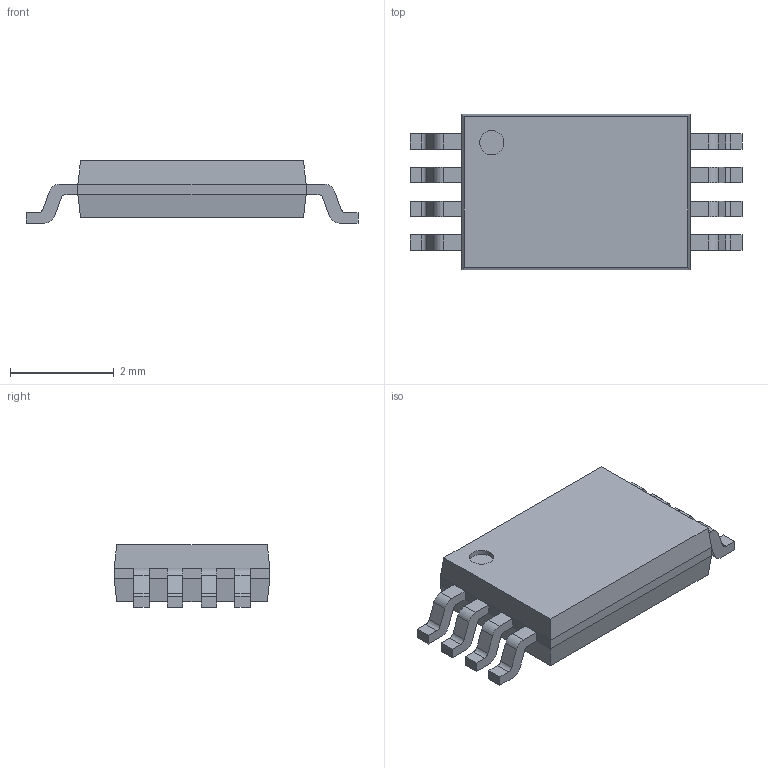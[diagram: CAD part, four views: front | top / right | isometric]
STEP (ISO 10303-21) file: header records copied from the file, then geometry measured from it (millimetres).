
FILE_DESCRIPTION(('FreeCAD Model'),'2;1');
FILE_NAME('8.stp', '2015-12-05T15:06:39',('Author'),(''), 'Open CASCADE STEP processor 6.7','FreeCAD','Unknown');
FILE_SCHEMA(('AUTOMOTIVE_DESIGN_CC2 { 1 2 10303 214 -1 1 5 4 }'));
Length unit declared in the file: millimetre
Products named in the file (4): ASSEMBLY; Array; Array_(Mirror_#1); Pocket
Assembly tree (3 placements, depth 2):
  ASSEMBLY
    Array
    Array_(Mirror_#1)
    Pocket
Bounding box: 6.4 x 3 x 1.2 mm (x, y, z)
Volume: 14.9 mm3; surface area: 53.5 mm2
Topology: 9 solids, 9 shells, 128 faces, 319 edges, 210 vertices
Faces by surface type: plane 95, cylinder 33
Full cylindrical faces by diameter (mm): 0.469 x1
Entity records: 8269 total; most frequent: CARTESIAN_POINT 1497, DIRECTION 1254, LINE 825, VECTOR 825, ORIENTED_EDGE 638, PCURVE 638, DEFINITIONAL_REPRESENTATION 638, EDGE_CURVE 319
